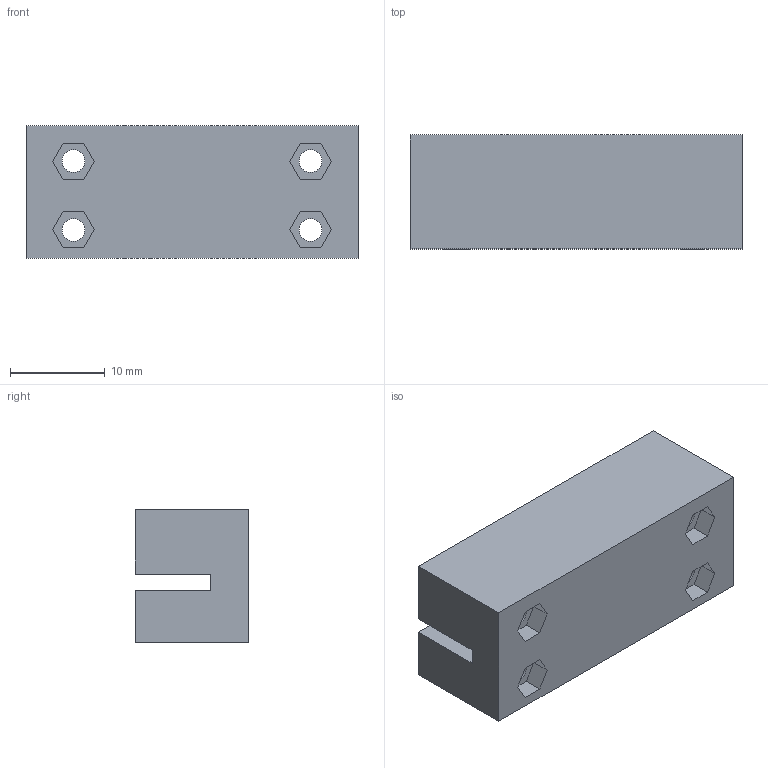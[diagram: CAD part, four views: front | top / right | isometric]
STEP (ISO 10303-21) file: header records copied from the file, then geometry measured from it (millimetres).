
FILE_DESCRIPTION (( 'STEP AP203' ), '1' );
FILE_NAME ('Belt Clamp.STEP', '2012-10-03T17:38:26', ( '' ), ( '' ), 'SwSTEP 2.0', 'SolidWorks 2012', '' );
FILE_SCHEMA (( 'CONFIG_CONTROL_DESIGN' ));
Length unit declared in the file: millimetre
Products named in the file (1): Belt Clamp
Bounding box: 35 x 12 x 14 mm (x, y, z)
Volume: 4889.3 mm3; surface area: 3134.5 mm2
Topology: 1 solids, 1 shells, 56 faces, 148 edges, 98 vertices
Faces by surface type: plane 48, cylinder 8
Entity records: 1805 total; most frequent: CARTESIAN_POINT 303, ORIENTED_EDGE 296, DIRECTION 278, EDGE_CURVE 148, VECTOR 132, LINE 132, VERTEX_POINT 98, AXIS2_PLACEMENT_3D 73
